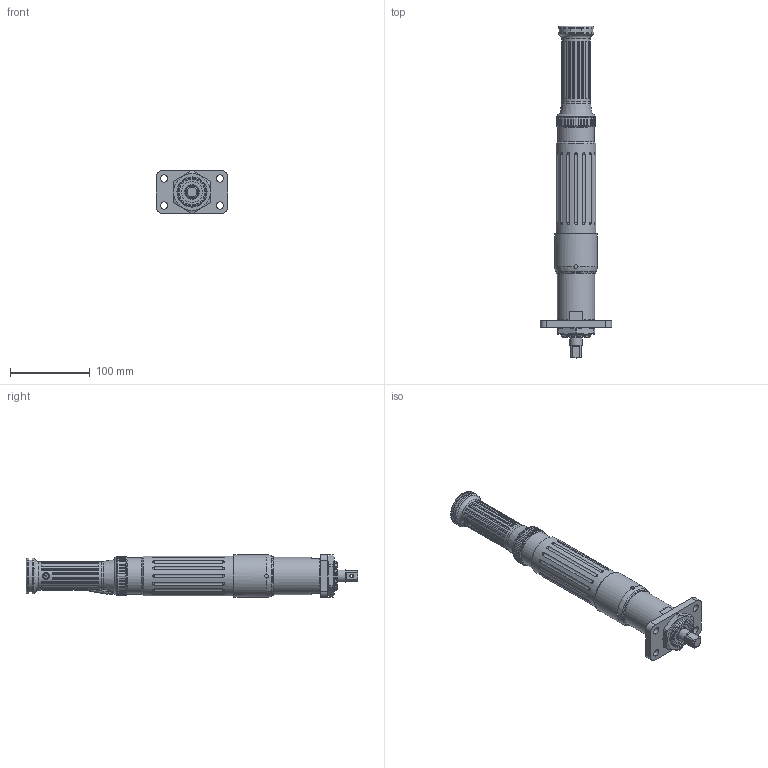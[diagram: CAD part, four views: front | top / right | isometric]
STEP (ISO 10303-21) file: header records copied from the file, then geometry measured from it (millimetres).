
FILE_DESCRIPTION(/* description */ (''),/* implementation_level */ '2;1');
FILE_NAME(/* name */ 'HFT-130M120-S-20(DS-H025)_OUTLINE.stp',/* time_stamp */ '2018-07-18T12:51:51+09:00',/* author */ ('AkihiroKATO'),/* organization */ (''),/* preprocessor_version */ 'ST-DEVELOPER v16.5',/* originating_system */ 'Autodesk Inventor 2017',/* authorisation */ '');
FILE_SCHEMA (('AUTOMOTIVE_DESIGN { 1 0 10303 214 3 1 1 }'));
Length unit declared in the file: millimetre
Products named in the file (1): HFT-130M120-S-20(DS-H025)_OUTLINE
Bounding box: 90 x 417.5 x 54 mm (x, y, z)
Volume: 671666.9 mm3; surface area: 79250 mm2
Topology: 1 solids, 8 shells, 826 faces, 2016 edges, 1289 vertices
Faces by surface type: plane 444, cylinder 257, sphere 60, cone 34, torus 16, bspline 15
Full cylindrical faces by diameter (mm): 1 x24, 1.6 x4, 3.98 x1, 4 x3, 4.5 x1, 4.6 x4, 6.8 x2, 8 x3, 9 x7, 16 x1, 18 x1, 21.4 x1, 26.7 x1, 30 x1, 32 x1, 34 x1, 36 x2, 38 x1, 41.2 x1, 44.5 x1, 45 x2, 45.5 x1, 47 x1, 48 x1, 50 x1, 52 x1, 52.4 x1, 54 x1
Entity records: 25585 total; most frequent: CARTESIAN_POINT 5759, DIRECTION 4252, ORIENTED_EDGE 3610, EDGE_CURVE 1797, AXIS2_PLACEMENT_3D 1760, VERTEX_POINT 1205, EDGE_LOOP 1070, CIRCLE 849
